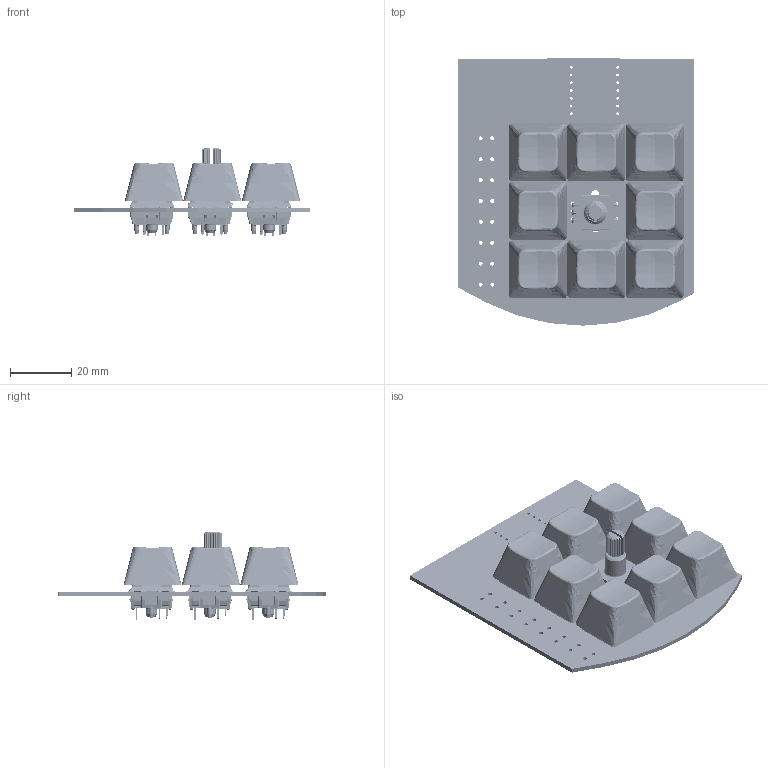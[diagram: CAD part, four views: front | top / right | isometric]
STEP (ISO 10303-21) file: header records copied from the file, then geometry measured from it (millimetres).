
FILE_DESCRIPTION(('KiCad electronic assembly'),'2;1');
FILE_NAME('hackpad.step','2025-07-09T11:43:09',('Pcbnew'),('Kicad'), 'Open CASCADE STEP processor 7.8','KiCad to STEP converter','Unknown' );
FILE_SCHEMA(('AUTOMOTIVE_DESIGN { 1 0 10303 214 1 1 1 1 }'));
Length unit declared in the file: millimetre
Products named in the file (11): hackpad 1; b23b2af1c99153fe488ddd7cfa8304c6e30416d8_mx_; MX Öá °´¼ü¡ä_¨¹___¡§1; MX ס סͥ¨¢¨¬_¡§¡顧__; MXס ϞñLEDLEDLED; MXÖá ÖáÌå µ×²¿ ¦Ì¡Á2__Ä¬ÈÏ_¨¢2____¨¨_; ֫½ğ__Ĭɏ__¨¨_; keycap_dsa_signatureplastics_r3; EC11 Rotary Encoder Dode Switch-15mm; hackpad_PCB; hackpad 2
Assembly tree (23 placements, depth 3):
  hackpad 1
    b23b2af1c99153fe488ddd7cfa8304c6e30416d8_mx_  x8
      MX Öá °´¼ü¡ä_¨¹___¡§1
      MX ס סͥ¨¢¨¬_¡§¡顧__
      MXס ϞñLEDLEDLED
      MXÖá ÖáÌå µ×²¿ ¦Ì¡Á2__Ä¬ÈÏ_¨¢2____¨¨_
      ֫½ğ__Ĭɏ__¨¨_
    keycap_dsa_signatureplastics_r3  x8
    EC11 Rotary Encoder Dode Switch-15mm
    hackpad_PCB
  hackpad 2
Bounding box: 77.12 x 87.63 x 29 mm (x, y, z)
Volume: 25746.6 mm3; surface area: 53965.4 mm2
Topology: 90 solids, 90 shells, 13462 faces, 32748 edges, 18637 vertices
Faces by surface type: cylinder 5699, plane 4169, torus 1686, sphere 952, bspline 512, revolution 304, cone 140
Full cylindrical faces by diameter (mm): 0.889 x14, 1 x5, 1.3 x16, 1.5 x16, 1.7 x16, 2.6 x2, 4 x8
Entity records: 73886 total; most frequent: CARTESIAN_POINT 15918, DIRECTION 11530, ORIENTED_EDGE 11230, EDGE_CURVE 5615, AXIS2_PLACEMENT_3D 4143, VERTEX_POINT 3391, LINE 3206, VECTOR 3206
